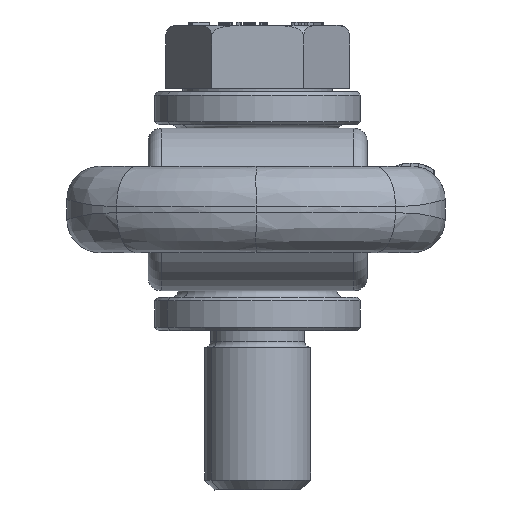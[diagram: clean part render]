
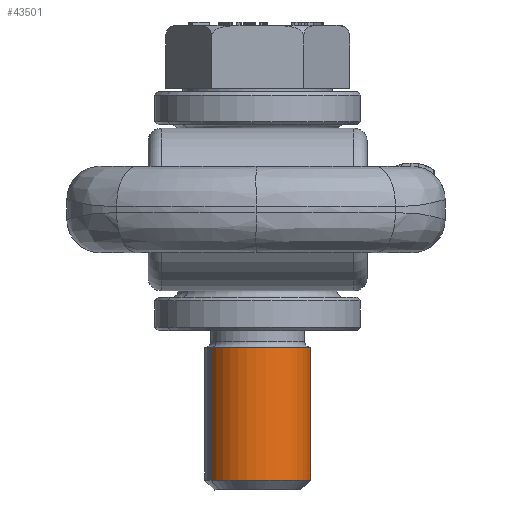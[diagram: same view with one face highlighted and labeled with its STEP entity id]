
A CAD part, left-side view. The second image highlights one B-rep face of the part: STEP entity #43501.
In plain terms, the highlighted cylindrical face has radius 7.995 mm (diameter 15.99 mm), a partial arc.
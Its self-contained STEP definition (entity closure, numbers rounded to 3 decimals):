
#43231=CARTESIAN_POINT('Axis2P3D Location',(0.,-48.5,0.)) ;
#43235=CARTESIAN_POINT('Vertex',(-3.833,-48.5,-7.016)) ;
#43237=CARTESIAN_POINT('Vertex',(3.833,-48.5,7.016)) ;
#43442=CARTESIAN_POINT('Axis2P3D Location',(0.,-68.5,0.)) ;
#43446=CARTESIAN_POINT('Vertex',(-3.833,-68.5,-7.016)) ;
#43448=CARTESIAN_POINT('Vertex',(3.833,-68.5,7.016)) ;
#43480=CARTESIAN_POINT('Axis2P3D Location',(0.,-35.,0.)) ;
#43485=CARTESIAN_POINT('Line Origine',(-3.833,-58.5,-7.016)) ;
#43490=CARTESIAN_POINT('Line Origine',(3.833,-58.5,7.016)) ;
#43232=DIRECTION('Axis2P3D Direction',(0.,1.,0.)) ;
#43443=DIRECTION('Axis2P3D Direction',(0.,1.,0.)) ;
#43481=DIRECTION('Axis2P3D Direction',(0.,1.,0.)) ;
#43482=DIRECTION('Axis2P3D XDirection',(0.479,0.,0.878)) ;
#43486=DIRECTION('Vector Direction',(0.,1.,0.)) ;
#43491=DIRECTION('Vector Direction',(0.,1.,0.)) ;
#43233=AXIS2_PLACEMENT_3D('Circle Axis2P3D',#43231,#43232,$) ;
#43444=AXIS2_PLACEMENT_3D('Circle Axis2P3D',#43442,#43443,$) ;
#43483=AXIS2_PLACEMENT_3D('Cylinder Axis2P3D',#43480,#43481,#43482) ;
#43496=ORIENTED_EDGE('',*,*,#43239,.F.) ;
#43497=ORIENTED_EDGE('',*,*,#43489,.T.) ;
#43498=ORIENTED_EDGE('',*,*,#43450,.T.) ;
#43499=ORIENTED_EDGE('',*,*,#43494,.F.) ;
#43487=VECTOR('Line Direction',#43486,1.) ;
#43492=VECTOR('Line Direction',#43491,1.) ;
#43501=ADVANCED_FACE('\X2\672C9AD4\X0\.2',(#43500),#43484,.T.) ;
#43234=CIRCLE('generated circle',#43233,7.995) ;
#43445=CIRCLE('generated circle',#43444,7.995) ;
#43484=CYLINDRICAL_SURFACE('generated cylinder',#43483,7.995) ;
#43239=EDGE_CURVE('',#43236,#43238,#43234,.T.) ;
#43450=EDGE_CURVE('',#43447,#43449,#43445,.T.) ;
#43489=EDGE_CURVE('',#43236,#43447,#43488,.F.) ;
#43494=EDGE_CURVE('',#43238,#43449,#43493,.F.) ;
#43495=EDGE_LOOP('',(#43496,#43497,#43498,#43499)) ;
#43500=FACE_OUTER_BOUND('',#43495,.T.) ;
#43488=LINE('Line',#43485,#43487) ;
#43493=LINE('Line',#43490,#43492) ;
#43236=VERTEX_POINT('',#43235) ;
#43238=VERTEX_POINT('',#43237) ;
#43447=VERTEX_POINT('',#43446) ;
#43449=VERTEX_POINT('',#43448) ;
